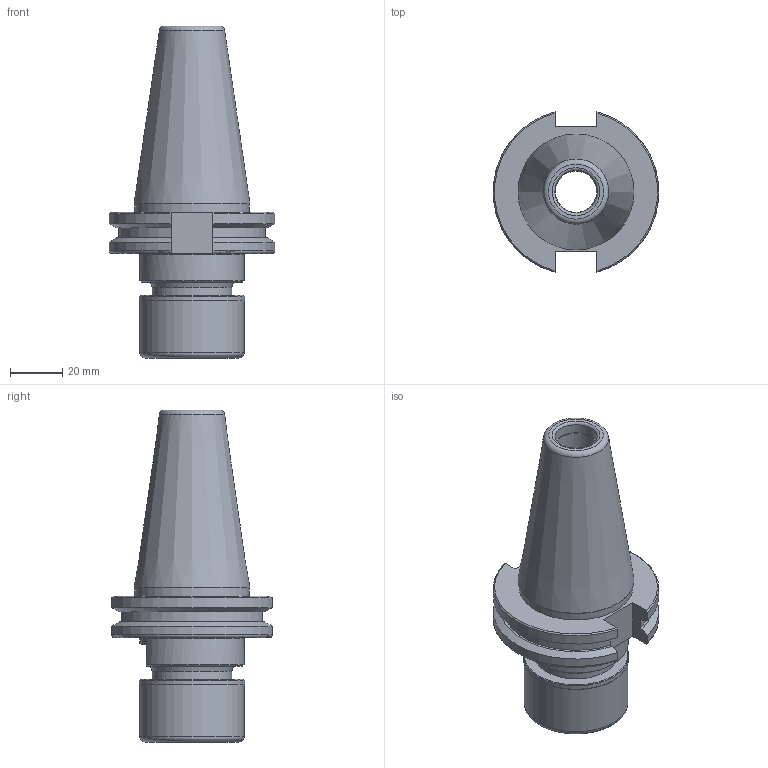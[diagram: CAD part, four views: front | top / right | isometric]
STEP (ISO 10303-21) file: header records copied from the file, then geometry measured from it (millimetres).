
FILE_DESCRIPTION (( 'STEP AP214' ), '1' );
FILE_NAME ('CAT40-SK16-60UP-IDU.STEP', '2019-02-06T22:40:42', ( '' ), ( '' ), 'SwSTEP 2.0', 'SolidWorks 2018', '' );
FILE_SCHEMA (( 'AUTOMOTIVE_DESIGN' ));
Length unit declared in the file: millimetre
Products named in the file (1): CAT40-SK16-60UP-IDU
Bounding box: 63.55 x 61.48 x 127.35 mm (x, y, z)
Volume: 122439.3 mm3; surface area: 31605.6 mm2
Topology: 1 solids, 1 shells, 80 faces, 170 edges, 107 vertices
Faces by surface type: plane 29, cylinder 24, cone 19, torus 8
Full cylindrical faces by diameter (mm): 10 x1, 15.875 x1, 16.281 x1, 16.5 x1, 18 x1, 19.8 x1, 20.4 x1, 20.8 x1, 22 x1, 30.5 x1, 30.6 x1, 32 x2, 32.3 x1, 40 x2, 40.4 x1, 43.85 x1
Entity records: 2033 total; most frequent: CARTESIAN_POINT 395, DIRECTION 348, ORIENTED_EDGE 264, AXIS2_PLACEMENT_3D 154, EDGE_LOOP 133, EDGE_CURVE 132, VERTEX_POINT 105, FACE_OUTER_BOUND 104
